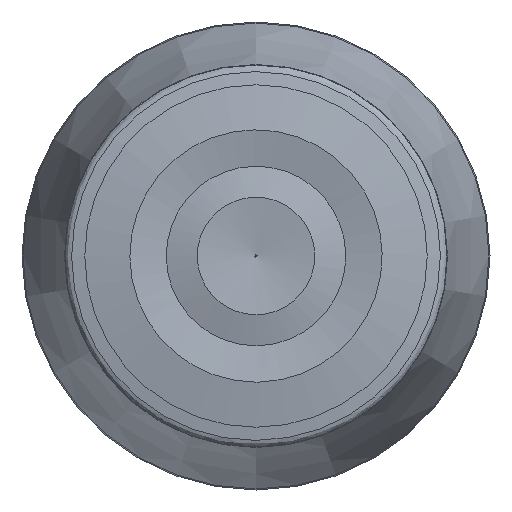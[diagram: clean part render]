
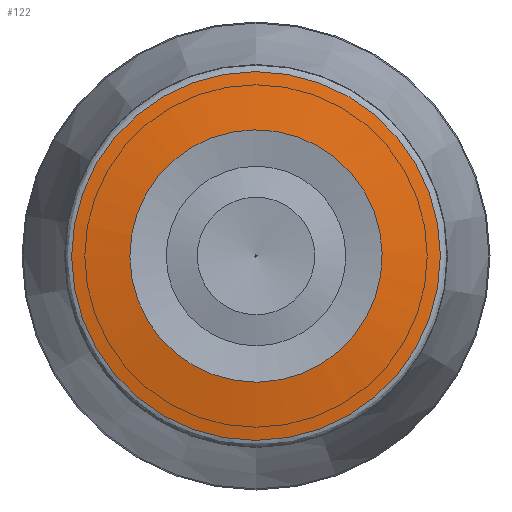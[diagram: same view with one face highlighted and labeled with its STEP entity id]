
A CAD part, left-side view. The second image highlights one B-rep face of the part: STEP entity #122.
In plain terms, the highlighted face is a revolution surface.
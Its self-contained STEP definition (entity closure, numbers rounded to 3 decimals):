
#26=SURFACE_OF_REVOLUTION('',#46,#36);
#36=AXIS1_PLACEMENT('',#669,#564);
#46=LINE('',#668,#54);
#54=VECTOR('',#563,5.562);
#122=ADVANCED_FACE('',(#178,#179),#26,.T.);
#178=FACE_BOUND('',#238,.T.);
#179=FACE_BOUND('',#239,.T.);
#238=EDGE_LOOP('',(#298));
#239=EDGE_LOOP('',(#299));
#298=ORIENTED_EDGE('',*,*,#369,.F.);
#299=ORIENTED_EDGE('',*,*,#367,.T.);
#337=VERTEX_POINT('',#661);
#339=VERTEX_POINT('',#667);
#367=EDGE_CURVE('',#337,#337,#397,.T.);
#369=EDGE_CURVE('',#339,#339,#399,.T.);
#397=CIRCLE('',#452,11.861);
#399=CIRCLE('',#454,17.333);
#452=AXIS2_PLACEMENT_3D('',#660,#555,#556);
#454=AXIS2_PLACEMENT_3D('',#666,#561,#562);
#555=DIRECTION('',(1.,0.,0.));
#556=DIRECTION('',(0.,0.,-1.));
#561=DIRECTION('',(1.,0.,0.));
#562=DIRECTION('',(0.,0.,-1.));
#563=DIRECTION('',(0.166,-0.986,0.));
#564=DIRECTION('',(1.,0.,0.));
#660=CARTESIAN_POINT('',(0.05,0.,0.));
#661=CARTESIAN_POINT('',(0.05,0.,-11.861));
#666=CARTESIAN_POINT('',(0.971,0.,0.));
#667=CARTESIAN_POINT('',(0.971,0.,-17.333));
#668=CARTESIAN_POINT('',(0.05,-11.819,1.));
#669=CARTESIAN_POINT('',(8.,0.,0.));
